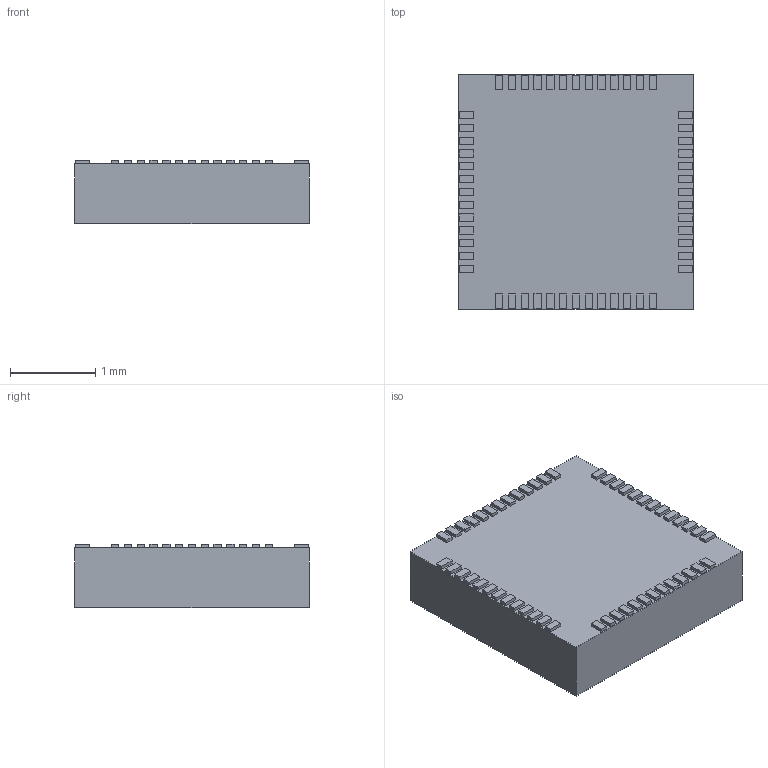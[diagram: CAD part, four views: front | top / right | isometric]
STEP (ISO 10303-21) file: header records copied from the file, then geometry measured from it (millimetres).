
FILE_DESCRIPTION(/* description */ (''),/* implementation_level */ '2;1');
FILE_NAME(/* name */ 'CERN_UTOPIA2.stp',/* time_stamp */ '2016-07-15T11:56:30+02:00',/* author */ ('riccim'),/* organization */ ('SolidWorks'),/* preprocessor_version */ 'ST-DEVELOPER v15.5',/* originating_system */ 'AutoCAD Mechanical',/* authorisation */ ' ');
FILE_SCHEMA (('AUTOMOTIVE_DESIGN { 1 0 10303 214 3 1 1 }'));
Length unit declared in the file: millimetre
Products named in the file (1): Product
Bounding box: 2.75 x 2.75 x 0.74 mm (x, y, z)
Volume: 5.3 mm3; surface area: 25.4 mm2
Topology: 53 solids, 53 shells, 318 faces, 640 edges, 432 vertices
Faces by surface type: plane 318
Entity records: 8086 total; most frequent: CARTESIAN_POINT 1391, DIRECTION 1278, ORIENTED_EDGE 1272, LINE 640, VECTOR 640, EDGE_CURVE 636, VERTEX_POINT 424, AXIS2_PLACEMENT_3D 319
